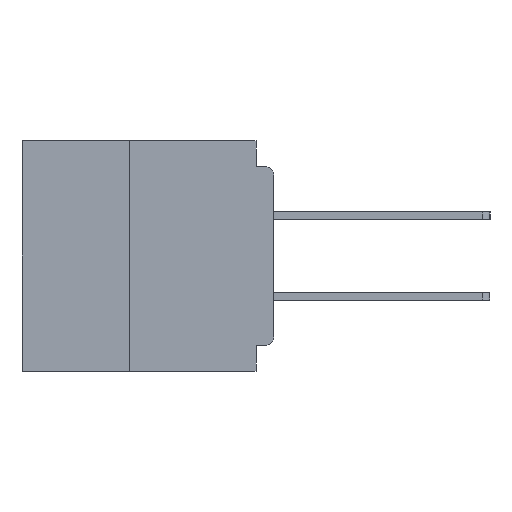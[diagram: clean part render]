
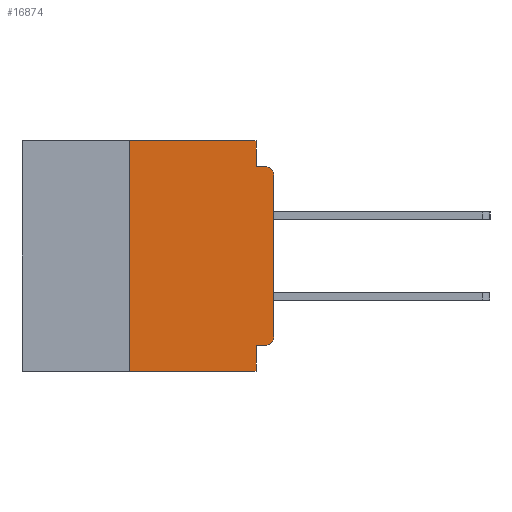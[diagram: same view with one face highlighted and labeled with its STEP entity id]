
A CAD part, left-side view. The second image highlights one B-rep face of the part: STEP entity #16874.
In plain terms, the highlighted planar face has unit normal (-1, 0, 0).
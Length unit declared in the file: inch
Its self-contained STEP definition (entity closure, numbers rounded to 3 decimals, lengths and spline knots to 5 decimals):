
#1124 = LINE ( 'NONE', #26720, #25795 ) ;
#1218 = ORIENTED_EDGE ( 'NONE', *, *, #34500, .F. ) ;
#2144 = VECTOR ( 'NONE', #21376, 39.37008 ) ;
#2802 = CARTESIAN_POINT ( 'NONE',  ( 0., 0.015, -0.06 ) ) ;
#3798 = CARTESIAN_POINT ( 'NONE',  ( 0., 0.031, -0.045 ) ) ;
#4065 = VECTOR ( 'NONE', #53263, 39.37008 ) ;
#6294 = CARTESIAN_POINT ( 'NONE',  ( 0., 0.437, 0. ) ) ;
#7520 = CIRCLE ( 'NONE', #62022, 0.015 ) ;
#7769 = DIRECTION ( 'NONE',  ( 0., 0., -1. ) ) ;
#8663 = VERTEX_POINT ( 'NONE', #3798 ) ;
#9404 = CARTESIAN_POINT ( 'NONE',  ( 0., 0.25, -0.4 ) ) ;
#10320 = CARTESIAN_POINT ( 'NONE',  ( 0., 0., -0.355 ) ) ;
#11615 = DIRECTION ( 'NONE',  ( 0., 0., -1. ) ) ;
#11925 = VECTOR ( 'NONE', #57481, 39.37008 ) ;
#12577 = VECTOR ( 'NONE', #35094, 39.37008 ) ;
#12771 = ORIENTED_EDGE ( 'NONE', *, *, #29666, .F. ) ;
#13908 = CARTESIAN_POINT ( 'NONE',  ( 0., 0., 0. ) ) ;
#14041 = CARTESIAN_POINT ( 'NONE',  ( 0., 0.25, 0. ) ) ;
#14049 = CARTESIAN_POINT ( 'NONE',  ( 0., 0.031, -0.4 ) ) ;
#16422 = EDGE_CURVE ( 'NONE', #19254, #55717, #27244, .T. ) ;
#16478 = VERTEX_POINT ( 'NONE', #50315 ) ;
#16782 = LINE ( 'NONE', #36002, #2144 ) ;
#16874 = ADVANCED_FACE ( 'NONE', ( #22559 ), #55569, .F. ) ;
#17137 = LINE ( 'NONE', #13908, #4065 ) ;
#17810 = VERTEX_POINT ( 'NONE', #47958 ) ;
#18830 = EDGE_LOOP ( 'NONE', ( #45203, #20590, #46749, #12771, #1218, #45128, #52840, #41346, #44409, #57456 ) ) ;
#19254 = VERTEX_POINT ( 'NONE', #34478 ) ;
#19621 = DIRECTION ( 'NONE',  ( -1., 0., 0. ) ) ;
#20590 = ORIENTED_EDGE ( 'NONE', *, *, #55540, .T. ) ;
#21376 = DIRECTION ( 'NONE',  ( 0., 0., 1. ) ) ;
#22559 = FACE_OUTER_BOUND ( 'NONE', #18830, .T. ) ;
#23776 = AXIS2_PLACEMENT_3D ( 'NONE', #6294, #26140, #60535 ) ;
#25795 = VECTOR ( 'NONE', #31670, 39.37008 ) ;
#26140 = DIRECTION ( 'NONE',  ( 1., 0., 0. ) ) ;
#26720 = CARTESIAN_POINT ( 'NONE',  ( 0., 0.031, 0. ) ) ;
#26798 = CARTESIAN_POINT ( 'NONE',  ( 0., 0.437, -0.4 ) ) ;
#27244 = LINE ( 'NONE', #10320, #12577 ) ;
#27743 = VERTEX_POINT ( 'NONE', #14049 ) ;
#29666 = EDGE_CURVE ( 'NONE', #16478, #8663, #1124, .T. ) ;
#31180 = VERTEX_POINT ( 'NONE', #14041 ) ;
#31670 = DIRECTION ( 'NONE',  ( 0., 0., -1. ) ) ;
#31747 = DIRECTION ( 'NONE',  ( 0., -1., 0. ) ) ;
#32676 = EDGE_CURVE ( 'NONE', #19254, #48964, #47043, .T. ) ;
#34478 = CARTESIAN_POINT ( 'NONE',  ( 0., 0.015, -0.355 ) ) ;
#34500 = EDGE_CURVE ( 'NONE', #31180, #16478, #36597, .T. ) ;
#35094 = DIRECTION ( 'NONE',  ( 0., 1., 0. ) ) ;
#36002 = CARTESIAN_POINT ( 'NONE',  ( 0., 0.25, -0.4 ) ) ;
#36597 = LINE ( 'NONE', #52551, #11925 ) ;
#37269 = DIRECTION ( 'NONE',  ( -1., 0., 0. ) ) ;
#38048 = LINE ( 'NONE', #53204, #49544 ) ;
#40064 = CARTESIAN_POINT ( 'NONE',  ( 0., 0., -0.06 ) ) ;
#41346 = ORIENTED_EDGE ( 'NONE', *, *, #45019, .F. ) ;
#42411 = EDGE_CURVE ( 'NONE', #52893, #27743, #61151, .T. ) ;
#44070 = EDGE_CURVE ( 'NONE', #48964, #52406, #17137, .T. ) ;
#44409 = ORIENTED_EDGE ( 'NONE', *, *, #16422, .F. ) ;
#45019 = EDGE_CURVE ( 'NONE', #55717, #27743, #50117, .T. ) ;
#45128 = ORIENTED_EDGE ( 'NONE', *, *, #55375, .F. ) ;
#45203 = ORIENTED_EDGE ( 'NONE', *, *, #44070, .T. ) ;
#46061 = CARTESIAN_POINT ( 'NONE',  ( 0., 0.031, -0.4 ) ) ;
#46749 = ORIENTED_EDGE ( 'NONE', *, *, #58437, .F. ) ;
#47043 = CIRCLE ( 'NONE', #50964, 0.015 ) ;
#47958 = CARTESIAN_POINT ( 'NONE',  ( 0., 0.015, -0.045 ) ) ;
#48078 = VECTOR ( 'NONE', #31747, 39.37008 ) ;
#48228 = CARTESIAN_POINT ( 'NONE',  ( 0., 0., -0.34 ) ) ;
#48964 = VERTEX_POINT ( 'NONE', #48228 ) ;
#49093 = CARTESIAN_POINT ( 'NONE',  ( 0., 0.015, -0.34 ) ) ;
#49544 = VECTOR ( 'NONE', #63098, 39.37008 ) ;
#50117 = LINE ( 'NONE', #46061, #61661 ) ;
#50315 = CARTESIAN_POINT ( 'NONE',  ( 0., 0.031, 0. ) ) ;
#50964 = AXIS2_PLACEMENT_3D ( 'NONE', #49093, #19621, #54028 ) ;
#52406 = VERTEX_POINT ( 'NONE', #40064 ) ;
#52551 = CARTESIAN_POINT ( 'NONE',  ( 0., 0.437, 0. ) ) ;
#52840 = ORIENTED_EDGE ( 'NONE', *, *, #42411, .T. ) ;
#52893 = VERTEX_POINT ( 'NONE', #9404 ) ;
#53204 = CARTESIAN_POINT ( 'NONE',  ( 0., 0., -0.045 ) ) ;
#53263 = DIRECTION ( 'NONE',  ( 0., 0., 1. ) ) ;
#54028 = DIRECTION ( 'NONE',  ( 0., 0., -1. ) ) ;
#55375 = EDGE_CURVE ( 'NONE', #52893, #31180, #16782, .T. ) ;
#55540 = EDGE_CURVE ( 'NONE', #52406, #17810, #7520, .T. ) ;
#55569 = PLANE ( 'NONE',  #23776 ) ;
#55717 = VERTEX_POINT ( 'NONE', #63034 ) ;
#57456 = ORIENTED_EDGE ( 'NONE', *, *, #32676, .T. ) ;
#57481 = DIRECTION ( 'NONE',  ( 0., -1., 0. ) ) ;
#58437 = EDGE_CURVE ( 'NONE', #8663, #17810, #38048, .T. ) ;
#60535 = DIRECTION ( 'NONE',  ( 0., 0., -1. ) ) ;
#61151 = LINE ( 'NONE', #26798, #48078 ) ;
#61661 = VECTOR ( 'NONE', #11615, 39.37008 ) ;
#62022 = AXIS2_PLACEMENT_3D ( 'NONE', #2802, #37269, #7769 ) ;
#63034 = CARTESIAN_POINT ( 'NONE',  ( 0., 0.031, -0.355 ) ) ;
#63098 = DIRECTION ( 'NONE',  ( 0., -1., 0. ) ) ;
